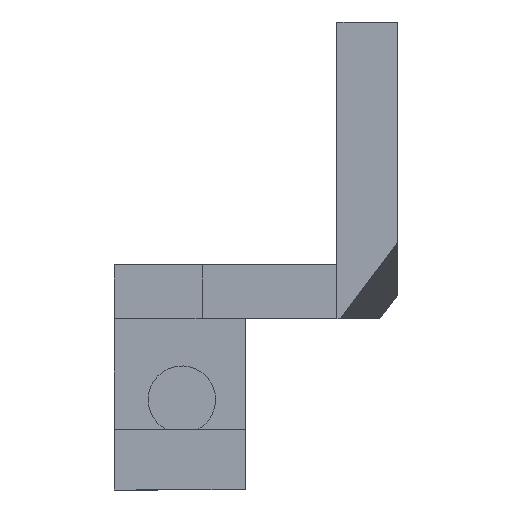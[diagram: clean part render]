
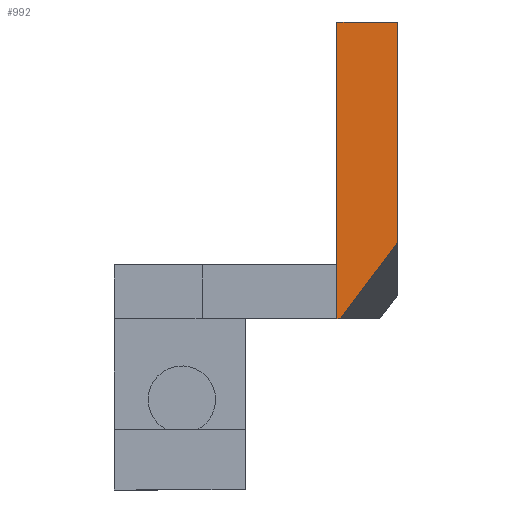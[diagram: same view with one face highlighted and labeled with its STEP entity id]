
A CAD part, front view. The second image highlights one B-rep face of the part: STEP entity #992.
In plain terms, the highlighted planar face has unit normal (0, -1, 0).
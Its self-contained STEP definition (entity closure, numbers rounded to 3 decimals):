
#32 = PLANE('',#33);
#33 = AXIS2_PLACEMENT_3D('',#34,#35,#36);
#34 = CARTESIAN_POINT('',(0.,-35.5,12.7));
#35 = DIRECTION('',(0.,0.,-1.));
#36 = DIRECTION('',(0.,-1.,0.));
#197 = VERTEX_POINT('',#198);
#198 = CARTESIAN_POINT('',(16.75,-115.,12.7));
#246 = B_SPLINE_SURFACE_WITH_KNOTS('',1,1,(
    (#247,#248)
    ,(#249,#250
  )),.UNSPECIFIED.,.F.,.F.,.F.,(2,2),(2,2),(0.,10.),(0.,1.),
  .PIECEWISE_BEZIER_KNOTS.);
#247 = CARTESIAN_POINT('',(16.,-115.,11.7));
#248 = CARTESIAN_POINT('',(19.,-92.,11.7));
#249 = CARTESIAN_POINT('',(22.,-115.,19.7));
#250 = CARTESIAN_POINT('',(22.,-92.,15.7));
#275 = EDGE_CURVE('',#276,#197,#278,.T.);
#276 = VERTEX_POINT('',#277);
#277 = CARTESIAN_POINT('',(16.5,-115.,12.7));
#278 = SURFACE_CURVE('',#279,(#283,#290),.PCURVE_S1.);
#279 = LINE('',#280,#281);
#280 = CARTESIAN_POINT('',(0.,-115.,12.7));
#281 = VECTOR('',#282,1.);
#282 = DIRECTION('',(1.,0.,0.));
#283 = PCURVE('',#32,#284);
#284 = DEFINITIONAL_REPRESENTATION('',(#285),#289);
#285 = LINE('',#286,#287);
#286 = CARTESIAN_POINT('',(79.5,0.));
#287 = VECTOR('',#288,1.);
#288 = DIRECTION('',(0.,-1.));
#289 = ( GEOMETRIC_REPRESENTATION_CONTEXT(2) 
PARAMETRIC_REPRESENTATION_CONTEXT() REPRESENTATION_CONTEXT('2D SPACE',''
  ) );
#290 = PCURVE('',#291,#296);
#291 = PLANE('',#292);
#292 = AXIS2_PLACEMENT_3D('',#293,#294,#295);
#293 = CARTESIAN_POINT('',(0.,-115.,12.7));
#294 = DIRECTION('',(0.,-1.,0.));
#295 = DIRECTION('',(0.,0.,1.));
#296 = DEFINITIONAL_REPRESENTATION('',(#297),#301);
#297 = LINE('',#298,#299);
#298 = CARTESIAN_POINT('',(0.,0.));
#299 = VECTOR('',#300,1.);
#300 = DIRECTION('',(0.,-1.));
#301 = ( GEOMETRIC_REPRESENTATION_CONTEXT(2) 
PARAMETRIC_REPRESENTATION_CONTEXT() REPRESENTATION_CONTEXT('2D SPACE',''
  ) );
#319 = PLANE('',#320);
#320 = AXIS2_PLACEMENT_3D('',#321,#322,#323);
#321 = CARTESIAN_POINT('',(16.5,-106.611,23.479));
#322 = DIRECTION('',(-1.,0.,0.));
#323 = DIRECTION('',(0.,-1.,0.));
#808 = EDGE_CURVE('',#276,#809,#811,.T.);
#809 = VERTEX_POINT('',#810);
#810 = CARTESIAN_POINT('',(16.5,-115.,34.7));
#811 = SURFACE_CURVE('',#812,(#816,#823),.PCURVE_S1.);
#812 = LINE('',#813,#814);
#813 = CARTESIAN_POINT('',(16.5,-115.,0.));
#814 = VECTOR('',#815,1.);
#815 = DIRECTION('',(0.,0.,1.));
#816 = PCURVE('',#319,#817);
#817 = DEFINITIONAL_REPRESENTATION('',(#818),#822);
#818 = LINE('',#819,#820);
#819 = CARTESIAN_POINT('',(8.389,-23.479));
#820 = VECTOR('',#821,1.);
#821 = DIRECTION('',(0.,1.));
#822 = ( GEOMETRIC_REPRESENTATION_CONTEXT(2) 
PARAMETRIC_REPRESENTATION_CONTEXT() REPRESENTATION_CONTEXT('2D SPACE',''
  ) );
#823 = PCURVE('',#291,#824);
#824 = DEFINITIONAL_REPRESENTATION('',(#825),#829);
#825 = LINE('',#826,#827);
#826 = CARTESIAN_POINT('',(-12.7,-16.5));
#827 = VECTOR('',#828,1.);
#828 = DIRECTION('',(1.,0.));
#829 = ( GEOMETRIC_REPRESENTATION_CONTEXT(2) 
PARAMETRIC_REPRESENTATION_CONTEXT() REPRESENTATION_CONTEXT('2D SPACE',''
  ) );
#847 = PLANE('',#848);
#848 = AXIS2_PLACEMENT_3D('',#849,#850,#851);
#849 = CARTESIAN_POINT('',(0.,-115.,34.7));
#850 = DIRECTION('',(0.,0.,1.));
#851 = DIRECTION('',(0.,1.,0.));
#992 = ADVANCED_FACE('',(#993),#291,.T.);
#993 = FACE_BOUND('',#994,.T.);
#994 = EDGE_LOOP('',(#995,#996,#997,#1020,#1048));
#995 = ORIENTED_EDGE('',*,*,#808,.F.);
#996 = ORIENTED_EDGE('',*,*,#275,.T.);
#997 = ORIENTED_EDGE('',*,*,#998,.T.);
#998 = EDGE_CURVE('',#197,#999,#1001,.T.);
#999 = VERTEX_POINT('',#1000);
#1000 = CARTESIAN_POINT('',(21.,-115.,18.367));
#1001 = SURFACE_CURVE('',#1002,(#1006,#1013),.PCURVE_S1.);
#1002 = LINE('',#1003,#1004);
#1003 = CARTESIAN_POINT('',(16.,-115.,11.7));
#1004 = VECTOR('',#1005,1.);
#1005 = DIRECTION('',(0.6,0.,0.8));
#1006 = PCURVE('',#291,#1007);
#1007 = DEFINITIONAL_REPRESENTATION('',(#1008),#1012);
#1008 = LINE('',#1009,#1010);
#1009 = CARTESIAN_POINT('',(-1.,-16.));
#1010 = VECTOR('',#1011,1.);
#1011 = DIRECTION('',(0.8,-0.6));
#1012 = ( GEOMETRIC_REPRESENTATION_CONTEXT(2) 
PARAMETRIC_REPRESENTATION_CONTEXT() REPRESENTATION_CONTEXT('2D SPACE',''
  ) );
#1013 = PCURVE('',#246,#1014);
#1014 = DEFINITIONAL_REPRESENTATION('',(#1015),#1019);
#1015 = LINE('',#1016,#1017);
#1016 = CARTESIAN_POINT('',(0.,0.));
#1017 = VECTOR('',#1018,1.);
#1018 = DIRECTION('',(1.,0.));
#1019 = ( GEOMETRIC_REPRESENTATION_CONTEXT(2) 
PARAMETRIC_REPRESENTATION_CONTEXT() REPRESENTATION_CONTEXT('2D SPACE',''
  ) );
#1020 = ORIENTED_EDGE('',*,*,#1021,.T.);
#1021 = EDGE_CURVE('',#999,#1022,#1024,.T.);
#1022 = VERTEX_POINT('',#1023);
#1023 = CARTESIAN_POINT('',(21.,-115.,34.7));
#1024 = SURFACE_CURVE('',#1025,(#1029,#1036),.PCURVE_S1.);
#1025 = LINE('',#1026,#1027);
#1026 = CARTESIAN_POINT('',(21.,-115.,12.7));
#1027 = VECTOR('',#1028,1.);
#1028 = DIRECTION('',(0.,0.,1.));
#1029 = PCURVE('',#291,#1030);
#1030 = DEFINITIONAL_REPRESENTATION('',(#1031),#1035);
#1031 = LINE('',#1032,#1033);
#1032 = CARTESIAN_POINT('',(0.,-21.));
#1033 = VECTOR('',#1034,1.);
#1034 = DIRECTION('',(1.,0.));
#1035 = ( GEOMETRIC_REPRESENTATION_CONTEXT(2) 
PARAMETRIC_REPRESENTATION_CONTEXT() REPRESENTATION_CONTEXT('2D SPACE',''
  ) );
#1036 = PCURVE('',#1037,#1042);
#1037 = PLANE('',#1038);
#1038 = AXIS2_PLACEMENT_3D('',#1039,#1040,#1041);
#1039 = CARTESIAN_POINT('',(21.,-106.459,23.327));
#1040 = DIRECTION('',(1.,0.,0.));
#1041 = DIRECTION('',(0.,1.,0.));
#1042 = DEFINITIONAL_REPRESENTATION('',(#1043),#1047);
#1043 = LINE('',#1044,#1045);
#1044 = CARTESIAN_POINT('',(-8.541,-10.627));
#1045 = VECTOR('',#1046,1.);
#1046 = DIRECTION('',(0.,1.));
#1047 = ( GEOMETRIC_REPRESENTATION_CONTEXT(2) 
PARAMETRIC_REPRESENTATION_CONTEXT() REPRESENTATION_CONTEXT('2D SPACE',''
  ) );
#1048 = ORIENTED_EDGE('',*,*,#1049,.F.);
#1049 = EDGE_CURVE('',#809,#1022,#1050,.T.);
#1050 = SURFACE_CURVE('',#1051,(#1055,#1062),.PCURVE_S1.);
#1051 = LINE('',#1052,#1053);
#1052 = CARTESIAN_POINT('',(0.,-115.,34.7));
#1053 = VECTOR('',#1054,1.);
#1054 = DIRECTION('',(1.,0.,0.));
#1055 = PCURVE('',#291,#1056);
#1056 = DEFINITIONAL_REPRESENTATION('',(#1057),#1061);
#1057 = LINE('',#1058,#1059);
#1058 = CARTESIAN_POINT('',(22.,0.));
#1059 = VECTOR('',#1060,1.);
#1060 = DIRECTION('',(0.,-1.));
#1061 = ( GEOMETRIC_REPRESENTATION_CONTEXT(2) 
PARAMETRIC_REPRESENTATION_CONTEXT() REPRESENTATION_CONTEXT('2D SPACE',''
  ) );
#1062 = PCURVE('',#847,#1063);
#1063 = DEFINITIONAL_REPRESENTATION('',(#1064),#1068);
#1064 = LINE('',#1065,#1066);
#1065 = CARTESIAN_POINT('',(0.,0.));
#1066 = VECTOR('',#1067,1.);
#1067 = DIRECTION('',(0.,-1.));
#1068 = ( GEOMETRIC_REPRESENTATION_CONTEXT(2) 
PARAMETRIC_REPRESENTATION_CONTEXT() REPRESENTATION_CONTEXT('2D SPACE',''
  ) );
